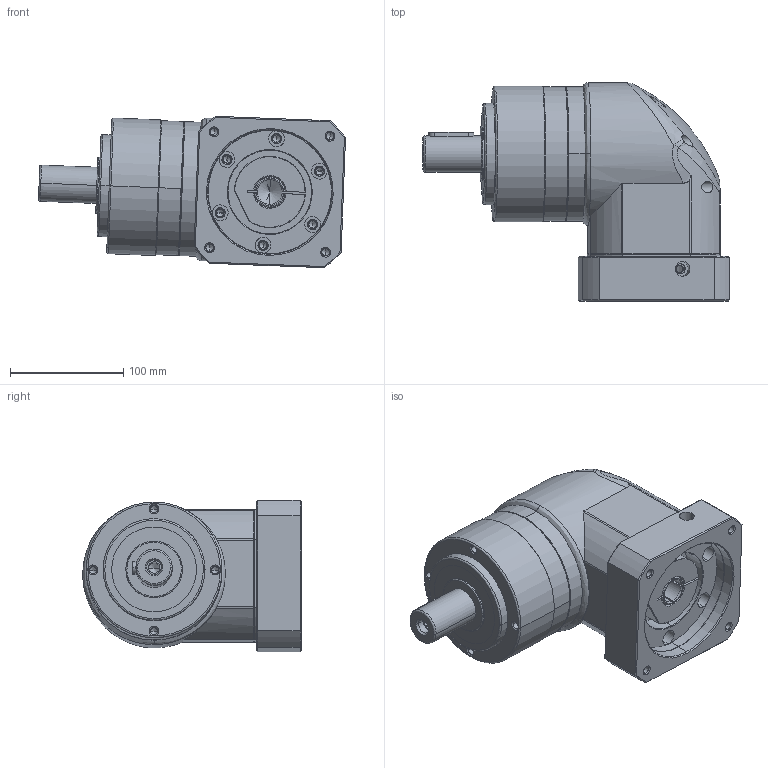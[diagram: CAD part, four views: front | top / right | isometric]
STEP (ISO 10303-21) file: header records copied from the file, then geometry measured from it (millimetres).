
FILE_DESCRIPTION (( 'STEP AP214' ), '1' );
FILE_NAME ('PEL120-L1-22-110-145M8.STEP', '2024-01-06T06:34:59', ( 'admin' ), ( '' ), 'SwSTEP 2.0', 'SolidWorks 2013', '' );
FILE_SCHEMA (( 'AUTOMOTIVE_DESIGN' ));
Length unit declared in the file: millimetre
Products named in the file (5): PEL120-L1-22-110-145M8; SDL115-22; SBL115_X2_8F9351658F7495017D2773AF_X0_-22; SBL115-110-145M8; PE120
Assembly tree (4 placements, depth 2):
  PEL120-L1-22-110-145M8
    SDL115-22
    SBL115_X2_8F9351658F7495017D2773AF_X0_-22
    SBL115-110-145M8
    PE120
Bounding box: 271.31 x 193 x 133.8 mm (x, y, z)
Volume: 3025072.8 mm3; surface area: 261703.8 mm2
Topology: 8 solids, 8 shells, 471 faces, 1155 edges, 689 vertices
Faces by surface type: cylinder 202, cone 134, plane 101, bspline 32, torus 2
Entity records: 26256 total; most frequent: CARTESIAN_POINT 10386, ORIENTED_EDGE 2170, DIRECTION 2120, EDGE_CURVE 1085, AXIS2_PLACEMENT_3D 834, VERTEX_POINT 683, EDGE_LOOP 560, UNCERTAINTY_MEASURE_WITH_UNIT 488
